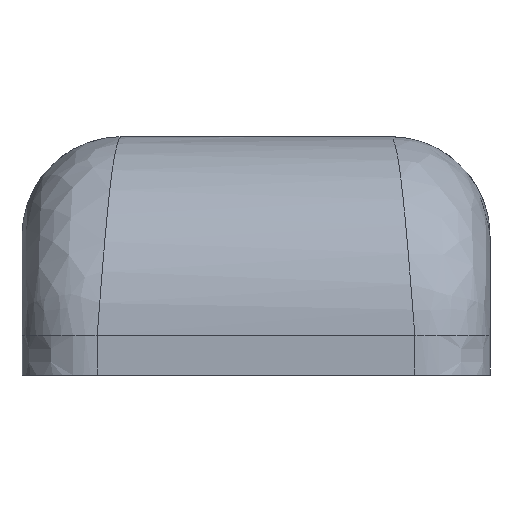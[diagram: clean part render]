
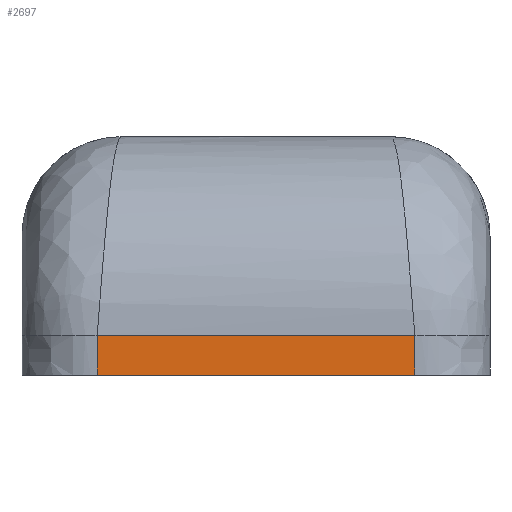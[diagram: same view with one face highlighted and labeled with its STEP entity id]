
A CAD part, front view. The second image highlights one B-rep face of the part: STEP entity #2697.
In plain terms, the highlighted planar face has unit normal (0, -1, 0).
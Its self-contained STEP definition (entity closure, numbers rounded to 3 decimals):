
#161=LINE('',#6136,#327);
#172=LINE('',#6297,#338);
#327=VECTOR('',#3247,10.);
#338=VECTOR('',#3270,10.);
#448=PLANE('',#2860);
#543=FACE_OUTER_BOUND('',#707,.T.);
#707=EDGE_LOOP('',(#1996,#1997,#1998,#1999));
#997=B_SPLINE_CURVE_WITH_KNOTS('',3,(#5680,#5681,#5682,#5683),
 .UNSPECIFIED.,.F.,.F.,(4,4),(0.7,0.84),.UNSPECIFIED.);
#1005=B_SPLINE_CURVE_WITH_KNOTS('',3,(#6113,#6114,#6115,#6116),
 .UNSPECIFIED.,.F.,.F.,(4,4),(0.,0.14),
 .UNSPECIFIED.);
#1157=VERTEX_POINT('',#5432);
#1161=VERTEX_POINT('',#5664);
#1168=VERTEX_POINT('',#6007);
#1171=VERTEX_POINT('',#6102);
#1461=EDGE_CURVE('',#1157,#1161,#997,.T.);
#1472=EDGE_CURVE('',#1171,#1168,#1005,.T.);
#1476=EDGE_CURVE('',#1168,#1157,#161,.T.);
#1496=EDGE_CURVE('',#1161,#1171,#172,.T.);
#1996=ORIENTED_EDGE('',*,*,#1461,.F.);
#1997=ORIENTED_EDGE('',*,*,#1476,.F.);
#1998=ORIENTED_EDGE('',*,*,#1472,.F.);
#1999=ORIENTED_EDGE('',*,*,#1496,.F.);
#2697=ADVANCED_FACE('',(#543),#448,.T.);
#2860=AXIS2_PLACEMENT_3D('',#6296,#3268,#3269);
#3247=DIRECTION('',(1.,0.,0.));
#3268=DIRECTION('center_axis',(0.,-1.,0.));
#3269=DIRECTION('ref_axis',(-1.,0.,0.));
#3270=DIRECTION('',(-1.,0.,0.));
#5432=CARTESIAN_POINT('',(5.6,-11.6,-5.7));
#5664=CARTESIAN_POINT('',(5.6,-11.6,-7.1));
#5680=CARTESIAN_POINT('Ctrl Pts',(5.6,-11.6,-5.7));
#5681=CARTESIAN_POINT('Ctrl Pts',(5.6,-11.6,-6.167));
#5682=CARTESIAN_POINT('Ctrl Pts',(5.6,-11.6,-6.633));
#5683=CARTESIAN_POINT('Ctrl Pts',(5.6,-11.6,-7.1));
#6007=CARTESIAN_POINT('',(-5.6,-11.6,-5.7));
#6102=CARTESIAN_POINT('',(-5.6,-11.6,-7.1));
#6113=CARTESIAN_POINT('Ctrl Pts',(-5.6,-11.6,-7.1));
#6114=CARTESIAN_POINT('Ctrl Pts',(-5.6,-11.6,-6.633));
#6115=CARTESIAN_POINT('Ctrl Pts',(-5.6,-11.6,-6.167));
#6116=CARTESIAN_POINT('Ctrl Pts',(-5.6,-11.6,-5.7));
#6136=CARTESIAN_POINT('',(4.125,-11.6,-5.7));
#6296=CARTESIAN_POINT('Origin',(8.25,-11.6,0.));
#6297=CARTESIAN_POINT('',(-8.25,-11.6,-7.1));
